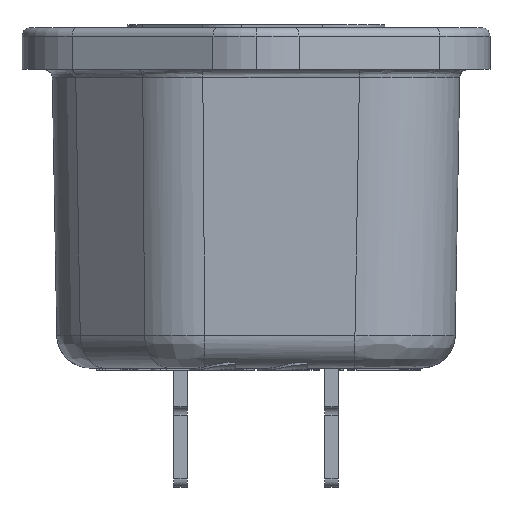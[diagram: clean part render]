
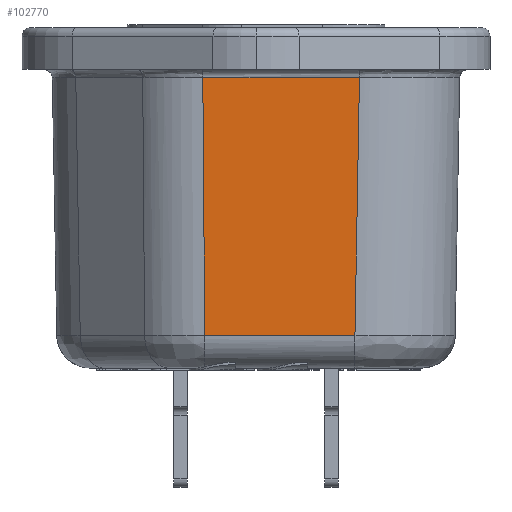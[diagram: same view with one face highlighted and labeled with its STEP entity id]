
A CAD part, left-side view. The second image highlights one B-rep face of the part: STEP entity #102770.
In plain terms, the highlighted planar face has unit normal (-1, 0, -0.018).
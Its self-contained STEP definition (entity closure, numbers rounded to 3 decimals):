
#10160=CARTESIAN_POINT('',(10.81,7.811,
-3.491));
#10170=VERTEX_POINT('',#10160);
#12810=CARTESIAN_POINT('',(10.81,17.182,
-3.491));
#12820=VERTEX_POINT('',#12810);
#12970=CARTESIAN_POINT('',(10.81,17.682,
-3.491));
#12980=CARTESIAN_POINT('',(10.81,14.415,
-3.491));
#12990=CARTESIAN_POINT('',(10.81,11.148,
-3.491));
#13000=CARTESIAN_POINT('',(10.81,7.858,
-3.491));
#13010=CARTESIAN_POINT('',(10.81,7.835,
-3.491));
#13020=CARTESIAN_POINT('',(10.81,7.811,
-3.491));
#13030=B_SPLINE_CURVE_WITH_KNOTS('',3,(#12970,#12980,#12990,#13000,
#13010,#13020),.UNSPECIFIED.,.F.,.F.,(4,2,4),(-17.682,
-7.881,-7.811),.UNSPECIFIED.);
#13040=EDGE_CURVE('',#12820,#10170,#13030,.T.);
#13960=CARTESIAN_POINT('',(11.079,8.08,
-18.908));
#13970=VERTEX_POINT('',#13960);
#14000=CARTESIAN_POINT('',(10.751,7.752,
-0.105));
#14010=DIRECTION('',(0.017,0.017,
-1.));
#14020=VECTOR('',#14010,1.);
#14030=LINE('',#14000,#14020);
#14040=EDGE_CURVE('',#10170,#13970,#14030,.T.);
#21770=CARTESIAN_POINT('',(11.079,17.068,
-18.908));
#21780=VERTEX_POINT('',#21770);
#21810=CARTESIAN_POINT('',(11.079,0.,
-18.908));
#21820=DIRECTION('',(0.,-1.,0.));
#21830=VECTOR('',#21820,1.);
#21840=LINE('',#21810,#21830);
#21850=EDGE_CURVE('NONE',#21780,#13970,#21840,.T.);
#23690=CARTESIAN_POINT('',(10.75,17.207,
-0.087));
#23700=DIRECTION('',(0.017,-0.007,
-1.));
#23710=VECTOR('',#23700,1.);
#23720=LINE('',#23690,#23710);
#23730=EDGE_CURVE('',#12820,#21780,#23720,.T.);
#102660=CARTESIAN_POINT('',(10.798,8.,-2.8));
#102670=DIRECTION('',(-1.,0.,
-0.017));
#102680=DIRECTION('',(-0.017,0.,1.));
#102690=AXIS2_PLACEMENT_3D('',#102660,#102670,#102680);
#102700=PLANE('',#102690);
#102710=ORIENTED_EDGE('',*,*,#13040,.F.);
#102720=ORIENTED_EDGE('',*,*,#14040,.F.);
#102730=ORIENTED_EDGE('',*,*,#21850,.T.);
#102740=ORIENTED_EDGE('',*,*,#23730,.T.);
#102750=EDGE_LOOP('',(#102740,#102730,#102720,#102710));
#102760=FACE_OUTER_BOUND('',#102750,.T.);
#102770=ADVANCED_FACE('',(#102760),#102700,.T.);
